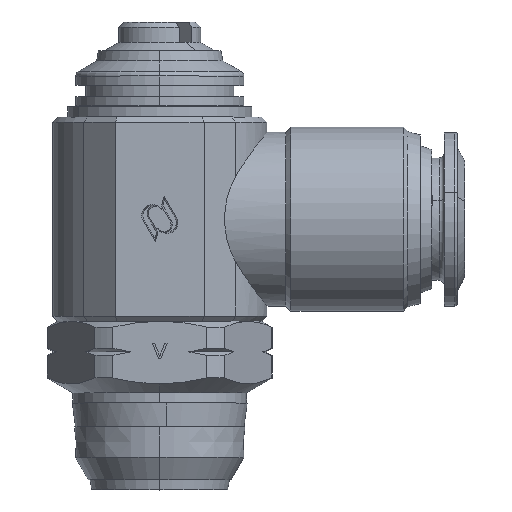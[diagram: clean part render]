
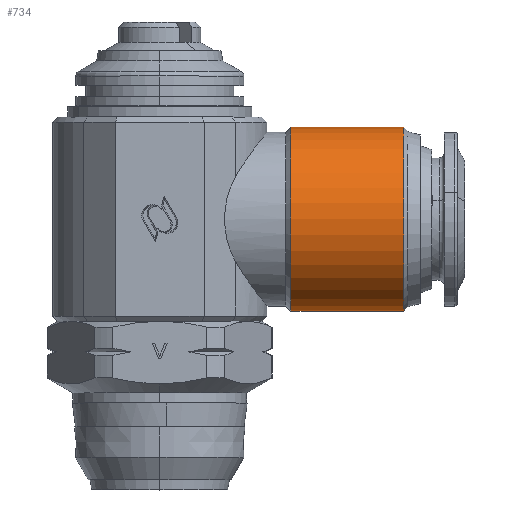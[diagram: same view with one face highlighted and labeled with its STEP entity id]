
A CAD part, top view. The second image highlights one B-rep face of the part: STEP entity #734.
In plain terms, the highlighted cylindrical face has radius 9 mm (diameter 18 mm), a partial arc.
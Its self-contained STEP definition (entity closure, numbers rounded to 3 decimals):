
#481 = CARTESIAN_POINT ( 'NONE',  ( 12.85, 17.5, 0. ) ) ;
#491 = CARTESIAN_POINT ( 'NONE',  ( 12.85, 35.5, 0. ) ) ;
#734 = ADVANCED_FACE ( 'NONE', ( #6604 ), #6605, .T. ) ;
#918 = EDGE_CURVE ( 'NONE', #3899, #1490, #4599, .T. ) ;
#919 = EDGE_CURVE ( 'NONE', #1480, #1490, #4596, .T. ) ;
#920 = EDGE_CURVE ( 'NONE', #3900, #1480, #4600, .T. ) ;
#1106 = EDGE_CURVE ( 'NONE', #3900, #3899, #4643, .T. ) ;
#1329 = EDGE_LOOP ( 'NONE', ( #3886, #3887, #3888, #3889 ) ) ;
#1480 = VERTEX_POINT ( 'NONE', #481 ) ;
#1490 = VERTEX_POINT ( 'NONE', #491 ) ;
#3075 = AXIS2_PLACEMENT_3D ( 'NONE', #6125, #6126, #6117 ) ;
#3244 = AXIS2_PLACEMENT_3D ( 'NONE', #4181, #4182, #4183 ) ;
#3259 = AXIS2_PLACEMENT_3D ( 'NONE', #4405, #4406, #4407 ) ;
#3886 = ORIENTED_EDGE ( 'NONE', *, *, #1106, .T. ) ;
#3887 = ORIENTED_EDGE ( 'NONE', *, *, #918, .T. ) ;
#3888 = ORIENTED_EDGE ( 'NONE', *, *, #919, .F. ) ;
#3889 = ORIENTED_EDGE ( 'NONE', *, *, #920, .F. ) ;
#3899 = VERTEX_POINT ( 'NONE', #7240 ) ;
#3900 = VERTEX_POINT ( 'NONE', #7241 ) ;
#4161 = CARTESIAN_POINT ( 'NONE',  ( 25.5, 35.5, 0. ) ) ;
#4169 = DIRECTION ( 'NONE',  ( -1., 0., 0. ) ) ;
#4177 = DIRECTION ( 'NONE',  ( -1., 0., 0. ) ) ;
#4180 = CARTESIAN_POINT ( 'NONE',  ( 25.5, 17.5, 0. ) ) ;
#4181 = CARTESIAN_POINT ( 'NONE',  ( 12.85, 26.5, 0. ) ) ;
#4182 = DIRECTION ( 'NONE',  ( -1., 0., 0. ) ) ;
#4183 = DIRECTION ( 'NONE',  ( 0., -1., 0. ) ) ;
#4405 = CARTESIAN_POINT ( 'NONE',  ( 23.872, 26.5, 0. ) ) ;
#4406 = DIRECTION ( 'NONE',  ( -1., 0., 0. ) ) ;
#4407 = DIRECTION ( 'NONE',  ( 0., -1., 0. ) ) ;
#4596 = CIRCLE ( 'NONE', #3244, 9. ) ;
#4599 = LINE ( 'NONE', #4161, #4601 ) ;
#4600 = LINE ( 'NONE', #4180, #4604 ) ;
#4601 = VECTOR ( 'NONE', #4169, 1000. ) ;
#4604 = VECTOR ( 'NONE', #4177, 1000. ) ;
#4643 = CIRCLE ( 'NONE', #3259, 9. ) ;
#6117 = DIRECTION ( 'NONE',  ( 0., -1., 0. ) ) ;
#6125 = CARTESIAN_POINT ( 'NONE',  ( 25.5, 26.5, 0. ) ) ;
#6126 = DIRECTION ( 'NONE',  ( -1., 0., 0. ) ) ;
#6604 = FACE_OUTER_BOUND ( 'NONE', #1329, .T. ) ;
#6605 = CYLINDRICAL_SURFACE ( 'NONE', #3075, 9. ) ;
#7240 = CARTESIAN_POINT ( 'NONE',  ( 23.872, 35.5, 0. ) ) ;
#7241 = CARTESIAN_POINT ( 'NONE',  ( 23.872, 17.5, 0. ) ) ;
